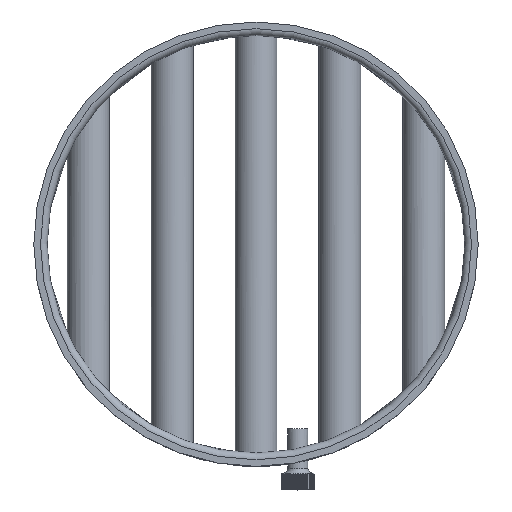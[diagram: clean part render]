
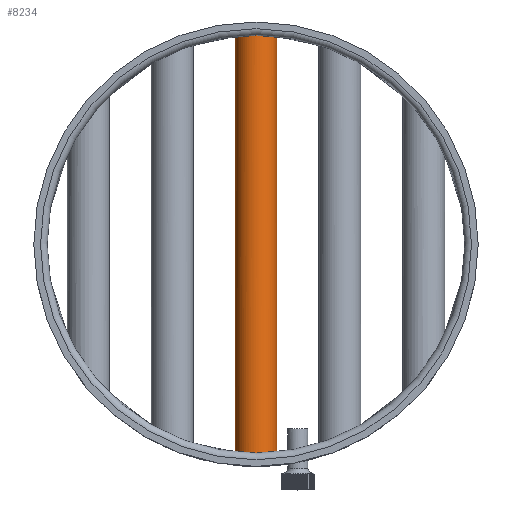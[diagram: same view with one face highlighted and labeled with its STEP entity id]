
A CAD part, top view. The second image highlights one B-rep face of the part: STEP entity #8234.
In plain terms, the highlighted cylindrical face has radius 12.5 mm (diameter 25 mm), a full revolution.
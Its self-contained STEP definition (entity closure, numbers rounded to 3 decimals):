
#822=B_SPLINE_CURVE_WITH_KNOTS('',3,(#13516,#13517,#13518,#13519,#13520,
#13521,#13522,#13523,#13524,#13525,#13526,#13527,#13528,#13529,#13530,#13531,
#13532,#13533,#13534,#13535,#13536,#13537,#13538,#13539,#13540,#13541,#13542,
#13543,#13544,#13545,#13546,#13547,#13548,#13549),.UNSPECIFIED.,.T.,.F.,
(4,2,2,2,2,2,2,2,2,2,2,2,2,2,2,2,4),(0.,0.471,0.942,
1.414,1.885,2.356,2.827,3.298,
3.77,4.241,4.712,5.183,5.654,
6.126,6.597,7.068,7.539),
 .UNSPECIFIED.);
#823=B_SPLINE_CURVE_WITH_KNOTS('',3,(#13551,#13552,#13553,#13554,#13555,
#13556,#13557,#13558,#13559,#13560,#13561,#13562,#13563,#13564,#13565,#13566,
#13567,#13568,#13569,#13570,#13571,#13572,#13573,#13574,#13575,#13576,#13577,
#13578,#13579,#13580,#13581,#13582,#13583,#13584),.UNSPECIFIED.,.T.,.F.,
(4,2,2,2,2,2,2,2,2,2,2,2,2,2,2,2,4),(0.,0.471,0.942,
1.414,1.885,2.356,2.827,3.298,
3.77,4.241,4.712,5.183,5.654,
6.126,6.597,7.068,7.539),
 .UNSPECIFIED.);
#1052=CYLINDRICAL_SURFACE('',#8902,12.5);
#1354=FACE_OUTER_BOUND('',#1874,.T.);
#1874=EDGE_LOOP('',(#6175,#6176,#6177,#6178));
#2275=LINE('',#17425,#2660);
#2660=VECTOR('',#10305,12.5);
#3204=VERTEX_POINT('',#13515);
#3205=VERTEX_POINT('',#13550);
#4157=EDGE_CURVE('',#3204,#3204,#822,.T.);
#4158=EDGE_CURVE('',#3205,#3205,#823,.T.);
#4362=EDGE_CURVE('',#3204,#3205,#2275,.T.);
#6175=ORIENTED_EDGE('',*,*,#4157,.F.);
#6176=ORIENTED_EDGE('',*,*,#4362,.T.);
#6177=ORIENTED_EDGE('',*,*,#4158,.F.);
#6178=ORIENTED_EDGE('',*,*,#4362,.F.);
#8234=ADVANCED_FACE('',(#1354),#1052,.T.);
#8902=AXIS2_PLACEMENT_3D('',#17424,#10303,#10304);
#10303=DIRECTION('center_axis',(0.,1.,0.));
#10304=DIRECTION('ref_axis',(-1.,0.,0.));
#10305=DIRECTION('',(0.,-1.,0.));
#13515=CARTESIAN_POINT('',(12.5,123.871,0.));
#13516=CARTESIAN_POINT('Ctrl Pts',(12.5,123.871,0.));
#13517=CARTESIAN_POINT('Ctrl Pts',(12.5,123.871,-1.571));
#13518=CARTESIAN_POINT('Ctrl Pts',(12.186,123.904,-3.245));
#13519=CARTESIAN_POINT('Ctrl Pts',(10.91,124.023,-6.325));
#13520=CARTESIAN_POINT('Ctrl Pts',(9.948,124.107,-7.73));
#13521=CARTESIAN_POINT('Ctrl Pts',(7.73,124.265,-9.948));
#13522=CARTESIAN_POINT('Ctrl Pts',(6.325,124.349,-10.91));
#13523=CARTESIAN_POINT('Ctrl Pts',(3.245,124.467,-12.186));
#13524=CARTESIAN_POINT('Ctrl Pts',(1.571,124.5,-12.5));
#13525=CARTESIAN_POINT('Ctrl Pts',(-1.571,124.5,-12.5));
#13526=CARTESIAN_POINT('Ctrl Pts',(-3.245,124.467,-12.186));
#13527=CARTESIAN_POINT('Ctrl Pts',(-6.325,124.349,-10.91));
#13528=CARTESIAN_POINT('Ctrl Pts',(-7.73,124.265,-9.948));
#13529=CARTESIAN_POINT('Ctrl Pts',(-9.948,124.107,-7.73));
#13530=CARTESIAN_POINT('Ctrl Pts',(-10.91,124.023,-6.325));
#13531=CARTESIAN_POINT('Ctrl Pts',(-12.186,123.904,-3.245));
#13532=CARTESIAN_POINT('Ctrl Pts',(-12.5,123.871,-1.571));
#13533=CARTESIAN_POINT('Ctrl Pts',(-12.5,123.871,1.571));
#13534=CARTESIAN_POINT('Ctrl Pts',(-12.186,123.904,3.245));
#13535=CARTESIAN_POINT('Ctrl Pts',(-10.91,124.023,6.325));
#13536=CARTESIAN_POINT('Ctrl Pts',(-9.948,124.107,7.73));
#13537=CARTESIAN_POINT('Ctrl Pts',(-7.73,124.265,9.948));
#13538=CARTESIAN_POINT('Ctrl Pts',(-6.325,124.349,10.91));
#13539=CARTESIAN_POINT('Ctrl Pts',(-3.245,124.467,12.186));
#13540=CARTESIAN_POINT('Ctrl Pts',(-1.571,124.5,12.5));
#13541=CARTESIAN_POINT('Ctrl Pts',(1.571,124.5,12.5));
#13542=CARTESIAN_POINT('Ctrl Pts',(3.245,124.467,12.186));
#13543=CARTESIAN_POINT('Ctrl Pts',(6.325,124.349,10.91));
#13544=CARTESIAN_POINT('Ctrl Pts',(7.73,124.265,9.948));
#13545=CARTESIAN_POINT('Ctrl Pts',(9.948,124.107,7.73));
#13546=CARTESIAN_POINT('Ctrl Pts',(10.91,124.023,6.325));
#13547=CARTESIAN_POINT('Ctrl Pts',(12.186,123.904,3.245));
#13548=CARTESIAN_POINT('Ctrl Pts',(12.5,123.871,1.571));
#13549=CARTESIAN_POINT('Ctrl Pts',(12.5,123.871,0.));
#13550=CARTESIAN_POINT('',(12.5,-123.871,0.));
#13551=CARTESIAN_POINT('Ctrl Pts',(12.5,-123.871,0.));
#13552=CARTESIAN_POINT('Ctrl Pts',(12.5,-123.871,1.571));
#13553=CARTESIAN_POINT('Ctrl Pts',(12.186,-123.904,3.245));
#13554=CARTESIAN_POINT('Ctrl Pts',(10.91,-124.023,6.325));
#13555=CARTESIAN_POINT('Ctrl Pts',(9.948,-124.107,7.73));
#13556=CARTESIAN_POINT('Ctrl Pts',(7.73,-124.265,9.948));
#13557=CARTESIAN_POINT('Ctrl Pts',(6.325,-124.349,10.91));
#13558=CARTESIAN_POINT('Ctrl Pts',(3.245,-124.467,12.186));
#13559=CARTESIAN_POINT('Ctrl Pts',(1.571,-124.5,12.5));
#13560=CARTESIAN_POINT('Ctrl Pts',(-1.571,-124.5,12.5));
#13561=CARTESIAN_POINT('Ctrl Pts',(-3.245,-124.467,12.186));
#13562=CARTESIAN_POINT('Ctrl Pts',(-6.325,-124.349,
10.91));
#13563=CARTESIAN_POINT('Ctrl Pts',(-7.73,-124.265,
9.948));
#13564=CARTESIAN_POINT('Ctrl Pts',(-9.948,-124.107,
7.73));
#13565=CARTESIAN_POINT('Ctrl Pts',(-10.91,-124.023,6.325));
#13566=CARTESIAN_POINT('Ctrl Pts',(-12.186,-123.904,
3.245));
#13567=CARTESIAN_POINT('Ctrl Pts',(-12.5,-123.871,
1.571));
#13568=CARTESIAN_POINT('Ctrl Pts',(-12.5,-123.871,
-1.571));
#13569=CARTESIAN_POINT('Ctrl Pts',(-12.186,-123.904,
-3.245));
#13570=CARTESIAN_POINT('Ctrl Pts',(-10.91,-124.023,-6.325));
#13571=CARTESIAN_POINT('Ctrl Pts',(-9.948,-124.107,
-7.73));
#13572=CARTESIAN_POINT('Ctrl Pts',(-7.73,-124.265,
-9.948));
#13573=CARTESIAN_POINT('Ctrl Pts',(-6.325,-124.349,
-10.91));
#13574=CARTESIAN_POINT('Ctrl Pts',(-3.245,-124.467,-12.186));
#13575=CARTESIAN_POINT('Ctrl Pts',(-1.571,-124.5,-12.5));
#13576=CARTESIAN_POINT('Ctrl Pts',(1.571,-124.5,-12.5));
#13577=CARTESIAN_POINT('Ctrl Pts',(3.245,-124.467,-12.186));
#13578=CARTESIAN_POINT('Ctrl Pts',(6.325,-124.349,-10.91));
#13579=CARTESIAN_POINT('Ctrl Pts',(7.73,-124.265,-9.948));
#13580=CARTESIAN_POINT('Ctrl Pts',(9.948,-124.107,-7.73));
#13581=CARTESIAN_POINT('Ctrl Pts',(10.91,-124.023,-6.325));
#13582=CARTESIAN_POINT('Ctrl Pts',(12.186,-123.904,-3.245));
#13583=CARTESIAN_POINT('Ctrl Pts',(12.5,-123.871,-1.571));
#13584=CARTESIAN_POINT('Ctrl Pts',(12.5,-123.871,0.));
#17424=CARTESIAN_POINT('Origin',(0.,-136.,
0.));
#17425=CARTESIAN_POINT('',(12.5,-136.,0.));
